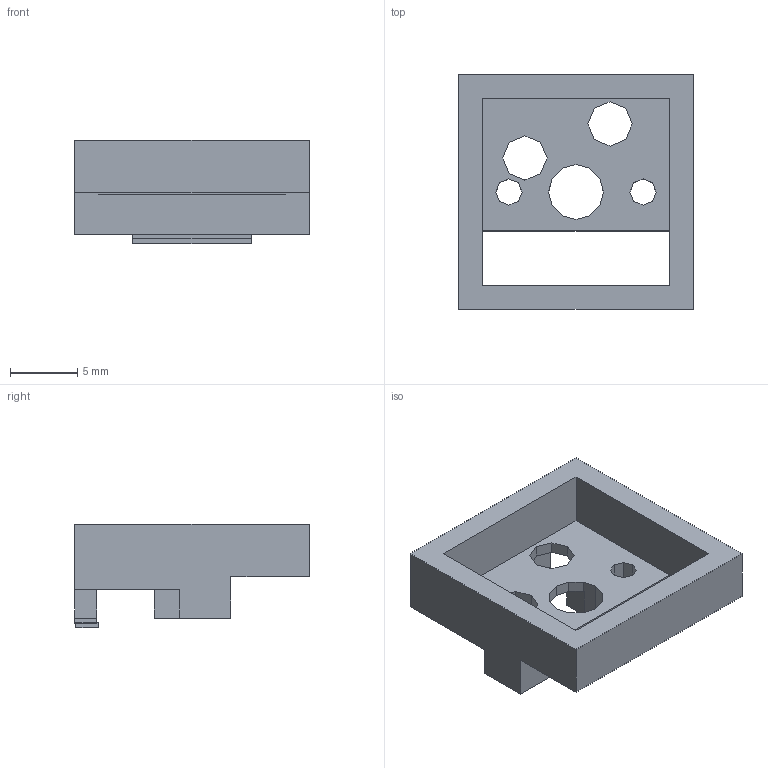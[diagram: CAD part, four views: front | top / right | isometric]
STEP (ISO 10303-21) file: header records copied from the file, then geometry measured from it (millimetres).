
FILE_DESCRIPTION(('FreeCAD Model'),'2;1');
FILE_NAME('Open CASCADE Shape Model','2022-04-21T16:15:03',('Author'),( ''),'Open CASCADE STEP processor 7.5','FreeCAD','Unknown');
FILE_SCHEMA(('AUTOMOTIVE_DESIGN { 1 0 10303 214 1 1 1 1 }'));
Length unit declared in the file: millimetre
Products named in the file (4): Unnamed; Cut; Cube001; Cube002
Assembly tree (3 placements, depth 2):
  Unnamed
    Cut
    Cube001
    Cube002
Bounding box: 17.5 x 17.5 x 7.7 mm (x, y, z)
Volume: 762.9 mm3; surface area: 1271.1 mm2
Topology: 3 solids, 3 shells, 79 faces, 231 edges, 154 vertices
Faces by surface type: plane 79
Entity records: 5660 total; most frequent: CARTESIAN_POINT 954, DIRECTION 835, LINE 669, VECTOR 669, ORIENTED_EDGE 462, PCURVE 462, DEFINITIONAL_REPRESENTATION 462, EDGE_CURVE 231
